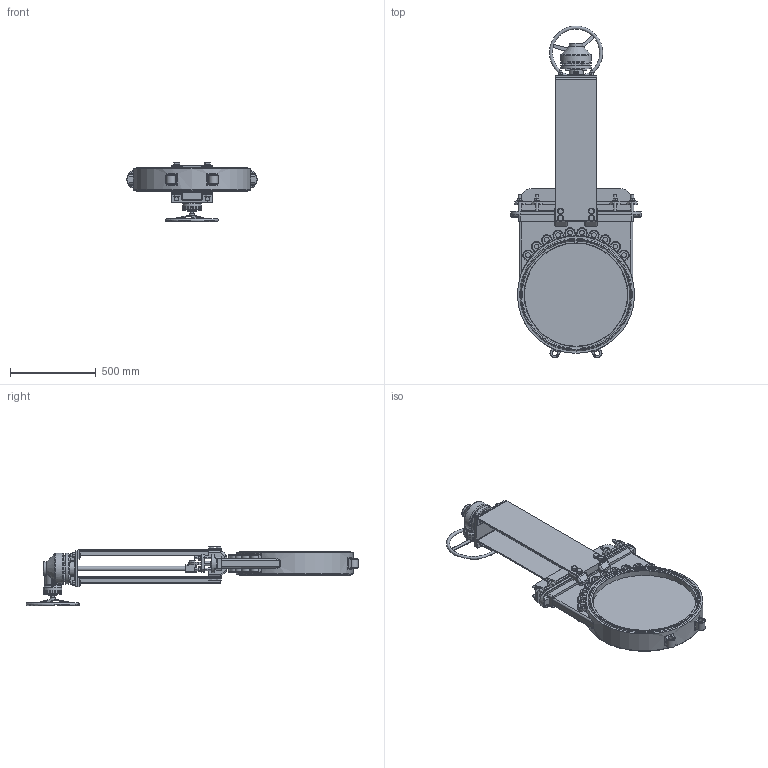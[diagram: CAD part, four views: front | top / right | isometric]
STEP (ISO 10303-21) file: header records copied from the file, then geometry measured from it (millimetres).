
FILE_DESCRIPTION(/* description */ (''),/* implementation_level */ '2;1');
FILE_NAME(/* name */ 'DN600_3D_STEP.stp',/* time_stamp */ '2025-09-04T20:08:32+03:00',/* author */ ('igorr'),/* organization */ (''),/* preprocessor_version */ 'ST-DEVELOPER v20',/* originating_system */ 'Autodesk Inventor 2025',/* authorisation */ '');
FILE_SCHEMA (('AUTOMOTIVE_DESIGN { 1 0 10303 214 3 1 1 }'));
Products named in the file (15): Сборка1; Деталь1; AS 1110 - M12 x 20; Деталь2; DIN 126 - 22; AS 1110 - M20 x 35; Деталь3; Деталь2_1; AS 1110 - M16 x 50; AS 1110 - M16 x 25; DIN 126 - 17,5; AS 1420 - 1973 - M8 x 16; AS 1420 - 1973 - M10 x 16; DIN 126 - 20; ANSI B18.2.4.2M - M16x2
Assembly tree (68 placements, depth 2):
  Сборка1
    Деталь1
    AS 1110 - M20 x 35  x10
    AS 1110 - M12 x 20
    Деталь2  x2
    DIN 126 - 22  x8
    Деталь3
    Деталь2_1
    AS 1110 - M16 x 50  x4
    AS 1110 - M16 x 25  x4
    DIN 126 - 17,5  x4
    ANSI B18.2.4.2M - M16x2  x12
    AS 1420 - 1973 - M8 x 16  x8
    AS 1420 - 1973 - M10 x 16  x4
    DIN 126 - 20  x8
Bounding box: 757.91 x 1933.1 x 345.11 mm (x, y, z)
Volume: 54748772.2 mm3; surface area: 3582134.4 mm2
Topology: 68 solids, 68 shells, 2690 faces, 6297 edges, 3748 vertices
Faces by surface type: plane 1073, cylinder 667, bspline 347, cone 338, torus 199, sphere 66
Full cylindrical faces by diameter (mm): 5 x1, 8 x8, 9 x8, 10 x4, 11 x4, 12 x1, 13 x8, 13.835 x12, 16 x12, 17.5 x4, 18 x1, 20 x44, 22 x8, 24 x8, 27 x21, 29.808 x1, 30 x16, 34 x8, 37 x8, 80 x1, 109 x2, 125.105 x1, 180 x3, 600 x2, 682 x1
Entity records: 65359 total; most frequent: CARTESIAN_POINT 21758, ORIENTED_EDGE 8736, DIRECTION 8435, EDGE_CURVE 4368, AXIS2_PLACEMENT_3D 3243, VERTEX_POINT 2619, EDGE_LOOP 1965, LINE 1949
